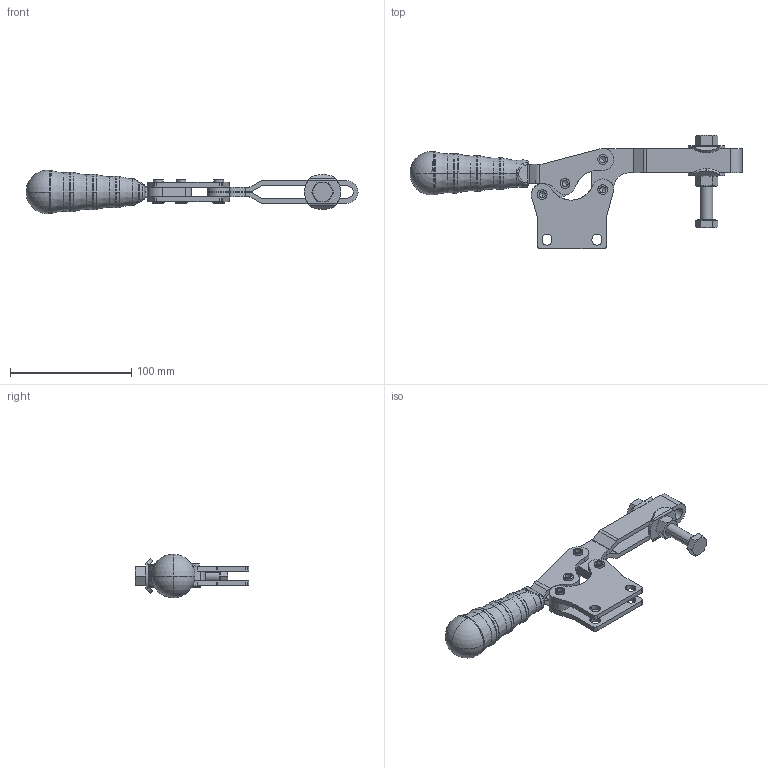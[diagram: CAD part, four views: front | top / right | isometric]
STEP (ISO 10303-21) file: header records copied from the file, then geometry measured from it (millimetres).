
FILE_DESCRIPTION((''),'2;1');
FILE_NAME('125.1.stp','2005-09-27T16:09:25',('Kysilko'),(''),'Autodesk Inventor 8','Autodesk Inventor 8','');
FILE_SCHEMA(('AUTOMOTIVE_DESIGN { 1 0 10303 214 1 1 1 1 }'));
Length unit declared in the file: millimetre
Products named in the file (1): Part25
Bounding box: 274.15 x 93.85 x 36 mm (x, y, z)
Volume: 136856.9 mm3; surface area: 54038.4 mm2
Topology: 1 solids, 2 shells, 1092 faces, 3557 edges, 2125 vertices
Faces by surface type: plane 400, cone 364, cylinder 200, bspline 106, sphere 14, torus 8
Entity records: 43566 total; most frequent: CARTESIAN_POINT 13191, ORIENTED_EDGE 7086, DIRECTION 6268, EDGE_CURVE 3543, AXIS2_PLACEMENT_3D 2404, VERTEX_POINT 2125, VECTOR 1460, LINE 1460
